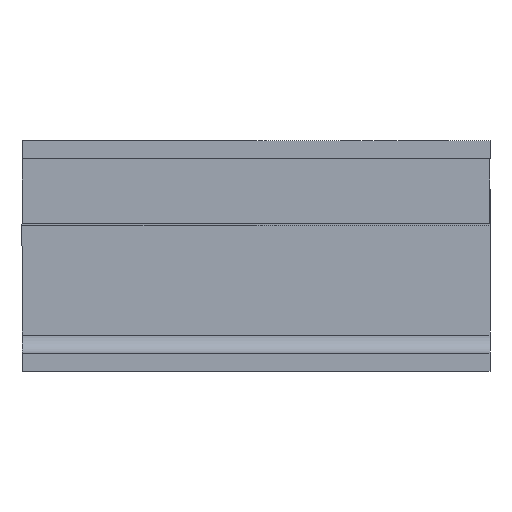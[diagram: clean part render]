
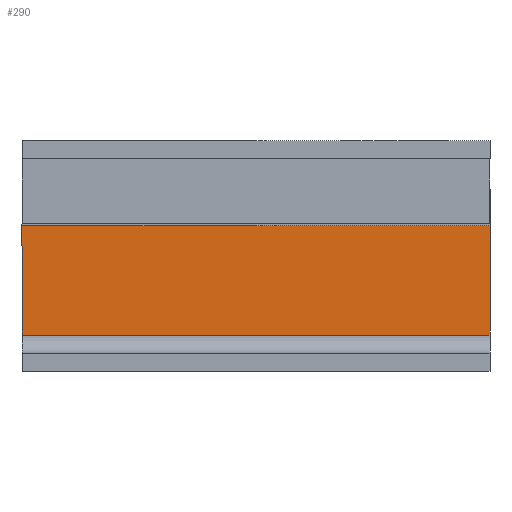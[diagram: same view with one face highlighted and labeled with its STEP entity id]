
A CAD part, front view. The second image highlights one B-rep face of the part: STEP entity #290.
In plain terms, the highlighted planar face has unit normal (0, -1, 0).
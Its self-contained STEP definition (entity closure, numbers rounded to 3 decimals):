
#290 = ADVANCED_FACE( '', ( #703 ), #704, .F. );
#703 = FACE_OUTER_BOUND( '', #1228, .T. );
#704 = PLANE( '', #1229 );
#1228 = EDGE_LOOP( '', ( #2014, #2015, #2016, #2017 ) );
#1229 = AXIS2_PLACEMENT_3D( '', #2018, #2019, #2020 );
#2014 = ORIENTED_EDGE( '', *, *, #2596, .T. );
#2015 = ORIENTED_EDGE( '', *, *, #2677, .T. );
#2016 = ORIENTED_EDGE( '', *, *, #2638, .F. );
#2017 = ORIENTED_EDGE( '', *, *, #2800, .T. );
#2018 = CARTESIAN_POINT( '', ( 77., -95., 0.393 ) );
#2019 = DIRECTION( '', ( 0., 1., 0. ) );
#2020 = DIRECTION( '', ( 1., 0., 0. ) );
#2596 = EDGE_CURVE( '', #3045, #3046, #3047, .T. );
#2638 = EDGE_CURVE( '', #3114, #3116, #3117, .T. );
#2677 = EDGE_CURVE( '', #3046, #3116, #3176, .T. );
#2800 = EDGE_CURVE( '', #3114, #3045, #3369, .T. );
#3045 = VERTEX_POINT( '', #3679 );
#3046 = VERTEX_POINT( '', #3680 );
#3047 = LINE( '', #3681, #3682 );
#3114 = VERTEX_POINT( '', #3762 );
#3116 = VERTEX_POINT( '', #3764 );
#3117 = LINE( '', #3765, #3766 );
#3176 = LINE( '', #3834, #3835 );
#3369 = LINE( '', #4073, #4074 );
#3679 = CARTESIAN_POINT( '', ( 0., -95., -21. ) );
#3680 = CARTESIAN_POINT( '', ( 77., -95., -21. ) );
#3681 = CARTESIAN_POINT( '', ( 0., -95., -21. ) );
#3682 = VECTOR( '', #4355, 1000. );
#3762 = CARTESIAN_POINT( '', ( 0., -95., -3. ) );
#3764 = CARTESIAN_POINT( '', ( 77., -95., -3. ) );
#3765 = CARTESIAN_POINT( '', ( 0., -95., -3. ) );
#3766 = VECTOR( '', #4420, 1000. );
#3834 = CARTESIAN_POINT( '', ( 77., -95., -27. ) );
#3835 = VECTOR( '', #4478, 1000. );
#4073 = CARTESIAN_POINT( '', ( 0., -95., 0.393 ) );
#4074 = VECTOR( '', #4650, 1000. );
#4355 = DIRECTION( '', ( 1., 0., 0. ) );
#4420 = DIRECTION( '', ( 1., 0., 0. ) );
#4478 = DIRECTION( '', ( 0., 0., 1. ) );
#4650 = DIRECTION( '', ( 0., 0., -1. ) );
